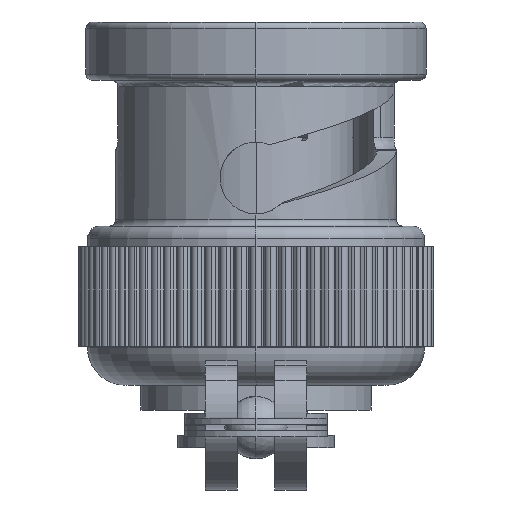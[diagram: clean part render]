
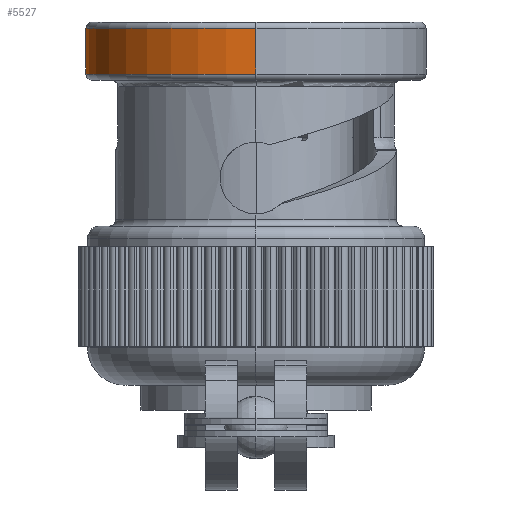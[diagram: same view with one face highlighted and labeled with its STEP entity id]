
A CAD part, left-side view. The second image highlights one B-rep face of the part: STEP entity #5527.
In plain terms, the highlighted cylindrical face has radius 6.921 mm (diameter 13.843 mm), a partial arc.
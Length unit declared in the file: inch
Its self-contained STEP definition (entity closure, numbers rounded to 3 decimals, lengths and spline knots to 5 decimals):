
#123 = CARTESIAN_POINT ( 'NONE',  ( -0.2725, 0., -0.0835 ) ) ;
#162 = AXIS2_PLACEMENT_3D ( 'NONE', #12268, #13500, #4618 ) ;
#1114 = EDGE_CURVE ( 'NONE', #14816, #7384, #1456, .T. ) ;
#1181 = CARTESIAN_POINT ( 'NONE',  ( 0.2725, 0., -0.0835 ) ) ;
#1456 = CIRCLE ( 'NONE', #10885, 0.2725 ) ;
#2419 = VECTOR ( 'NONE', #11025, 39.37008 ) ;
#2584 = VECTOR ( 'NONE', #16232, 39.37008 ) ;
#2891 = ORIENTED_EDGE ( 'NONE', *, *, #6970, .T. ) ;
#4433 = DIRECTION ( 'NONE',  ( 0., 0., 1. ) ) ;
#4618 = DIRECTION ( 'NONE',  ( 1., 0., 0. ) ) ;
#4644 = CARTESIAN_POINT ( 'NONE',  ( -0.2725, 0., -0.01 ) ) ;
#5527 = ADVANCED_FACE ( 'NONE', ( #14304 ), #5759, .T. ) ;
#5677 = DIRECTION ( 'NONE',  ( 1., 0., 0. ) ) ;
#5759 = CYLINDRICAL_SURFACE ( 'NONE', #9204, 0.2725 ) ;
#6428 = DIRECTION ( 'NONE',  ( 0., 0., 1. ) ) ;
#6593 = DIRECTION ( 'NONE',  ( -1., 0., 0. ) ) ;
#6970 = EDGE_CURVE ( 'NONE', #7384, #14278, #7685, .T. ) ;
#7222 = CIRCLE ( 'NONE', #162, 0.2725 ) ;
#7261 = EDGE_CURVE ( 'NONE', #14816, #13999, #10867, .T. ) ;
#7384 = VERTEX_POINT ( 'NONE', #123 ) ;
#7685 = LINE ( 'NONE', #10134, #2584 ) ;
#7832 = CARTESIAN_POINT ( 'NONE',  ( 0., 0., -0.0835 ) ) ;
#8313 = ORIENTED_EDGE ( 'NONE', *, *, #14689, .T. ) ;
#9084 = EDGE_LOOP ( 'NONE', ( #9807, #2891, #8313, #13460 ) ) ;
#9204 = AXIS2_PLACEMENT_3D ( 'NONE', #10506, #4433, #5677 ) ;
#9640 = CARTESIAN_POINT ( 'NONE',  ( 0.2725, 0., 0. ) ) ;
#9782 = CARTESIAN_POINT ( 'NONE',  ( 0.2725, 0., -0.01 ) ) ;
#9807 = ORIENTED_EDGE ( 'NONE', *, *, #1114, .T. ) ;
#10134 = CARTESIAN_POINT ( 'NONE',  ( -0.2725, 0., 0. ) ) ;
#10506 = CARTESIAN_POINT ( 'NONE',  ( 0., 0., 0. ) ) ;
#10867 = LINE ( 'NONE', #9640, #2419 ) ;
#10885 = AXIS2_PLACEMENT_3D ( 'NONE', #7832, #6428, #6593 ) ;
#11025 = DIRECTION ( 'NONE',  ( 0., 0., 1. ) ) ;
#12268 = CARTESIAN_POINT ( 'NONE',  ( 0., 0., -0.01 ) ) ;
#13460 = ORIENTED_EDGE ( 'NONE', *, *, #7261, .F. ) ;
#13500 = DIRECTION ( 'NONE',  ( 0., 0., -1. ) ) ;
#13999 = VERTEX_POINT ( 'NONE', #9782 ) ;
#14278 = VERTEX_POINT ( 'NONE', #4644 ) ;
#14304 = FACE_OUTER_BOUND ( 'NONE', #9084, .T. ) ;
#14689 = EDGE_CURVE ( 'NONE', #14278, #13999, #7222, .T. ) ;
#14816 = VERTEX_POINT ( 'NONE', #1181 ) ;
#16232 = DIRECTION ( 'NONE',  ( 0., 0., 1. ) ) ;
